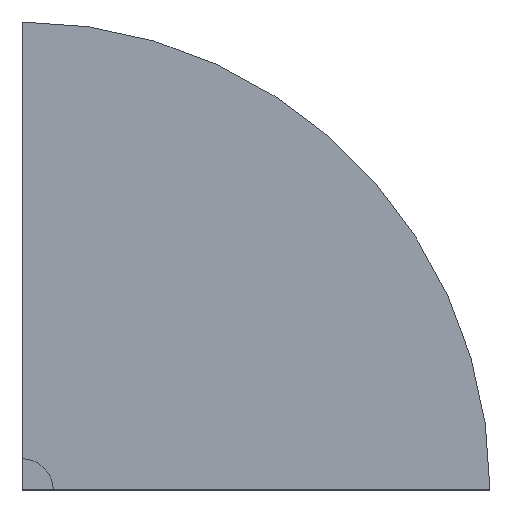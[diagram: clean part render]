
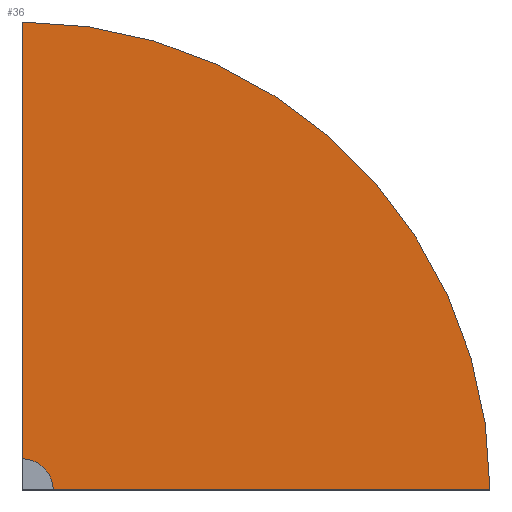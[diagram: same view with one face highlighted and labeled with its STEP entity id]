
A CAD part, top view. The second image highlights one B-rep face of the part: STEP entity #36.
In plain terms, the highlighted planar face has unit normal (0, 0, 1).
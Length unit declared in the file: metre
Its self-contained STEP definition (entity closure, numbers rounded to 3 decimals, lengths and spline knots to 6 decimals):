
#36 = ADVANCED_FACE( '', ( #68 ), #69, .T. );
#68 = FACE_OUTER_BOUND( '', #93, .T. );
#69 = PLANE( '', #94 );
#93 = EDGE_LOOP( '', ( #127, #128, #129, #130 ) );
#94 = AXIS2_PLACEMENT_3D( '', #131, #132, #133 );
#127 = ORIENTED_EDGE( '', *, *, #164, .T. );
#128 = ORIENTED_EDGE( '', *, *, #151, .T. );
#129 = ORIENTED_EDGE( '', *, *, #157, .F. );
#130 = ORIENTED_EDGE( '', *, *, #162, .F. );
#131 = CARTESIAN_POINT( '', ( 0.075, 0.075, 0.0015 ) );
#132 = DIRECTION( '', ( 0., 0., 1. ) );
#133 = DIRECTION( '', ( 1., 0., 0. ) );
#151 = EDGE_CURVE( '', #169, #170, #171, .F. );
#157 = EDGE_CURVE( '', #179, #170, #181, .T. );
#162 = EDGE_CURVE( '', #186, #179, #188, .T. );
#164 = EDGE_CURVE( '', #186, #169, #190, .T. );
#169 = VERTEX_POINT( '', #195 );
#170 = VERTEX_POINT( '', #196 );
#171 = CIRCLE( '', #197, 0.01 );
#179 = VERTEX_POINT( '', #208 );
#181 = LINE( '', #211, #212 );
#186 = VERTEX_POINT( '', #218 );
#188 = CIRCLE( '', #221, 0.15 );
#190 = LINE( '', #223, #224 );
#195 = CARTESIAN_POINT( '', ( 0., 0.01, 0.0015 ) );
#196 = CARTESIAN_POINT( '', ( 0.01, 0., 0.0015 ) );
#197 = AXIS2_PLACEMENT_3D( '', #229, #230, #231 );
#208 = CARTESIAN_POINT( '', ( 0.15, 0., 0.0015 ) );
#211 = CARTESIAN_POINT( '', ( 0.08, 0., 0.0015 ) );
#212 = VECTOR( '', #236, 1. );
#218 = CARTESIAN_POINT( '', ( 0., 0.15, 0.0015 ) );
#221 = AXIS2_PLACEMENT_3D( '', #242, #243, #244 );
#223 = CARTESIAN_POINT( '', ( 0., 0.08, 0.0015 ) );
#224 = VECTOR( '', #245, 1. );
#229 = CARTESIAN_POINT( '', ( 0., 0., 0.0015 ) );
#230 = DIRECTION( '', ( 0., 0., 1. ) );
#231 = DIRECTION( '', ( 1., 0., 0. ) );
#236 = DIRECTION( '', ( -1., 0., 0. ) );
#242 = CARTESIAN_POINT( '', ( 0., 0., 0.0015 ) );
#243 = DIRECTION( '', ( 0., 0., -1. ) );
#244 = DIRECTION( '', ( 1., 0., 0. ) );
#245 = DIRECTION( '', ( 0., -1., 0. ) );
